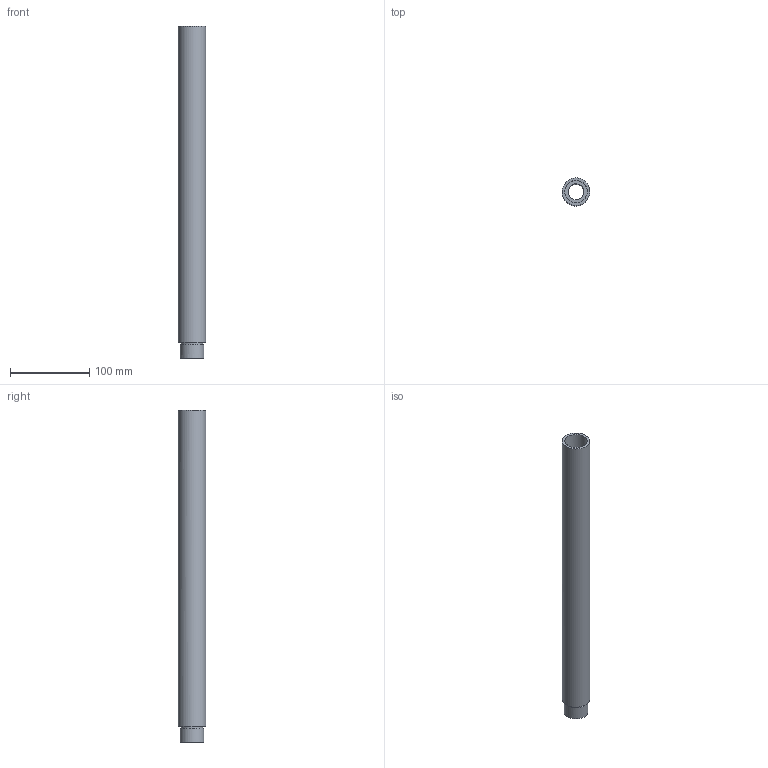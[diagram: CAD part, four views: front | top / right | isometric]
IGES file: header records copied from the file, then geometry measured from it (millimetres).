
Global section: file name: SBT-VR-400-M30; native system: Autodesk Inventor 2022; preprocessor: unknown; author: S. Sandt; organization: di-soric GmbH & Co. KG; date: 20230829.112129; units: millimetre
Bounding box: 35 x 34.98 x 420 mm (x, y, z)
Volume: 258106.9 mm3; surface area: 74662.1 mm2
Topology: 1 solids, 1 shells, 10 faces, 20 edges, 15 vertices
Faces by surface type: bspline 10
